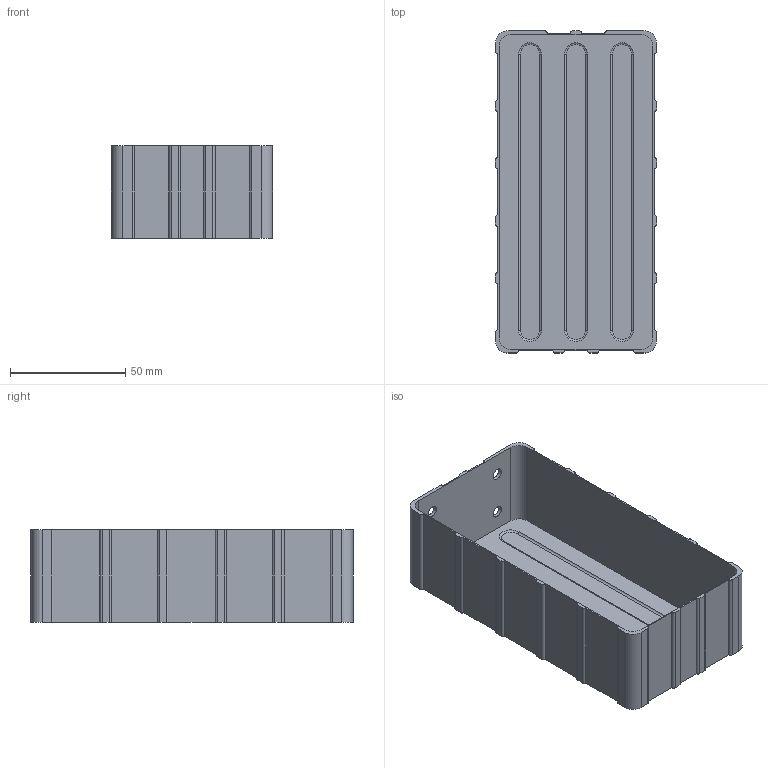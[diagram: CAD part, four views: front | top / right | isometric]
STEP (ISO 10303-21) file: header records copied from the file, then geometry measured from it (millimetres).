
FILE_DESCRIPTION(('STEP AP242'), '1');
FILE_NAME('Äåòàëü Êîðîáêà äëÿ âèíòîâ v2', '', ('UNSPECIFIED'), ('UNSPECIFIED'), 'C3D Converter', 'C3D Toolkit', '');
FILE_SCHEMA(('AP242_MANAGED_MODEL_BASED_3D_ENGINEERING_MIM_LF { 1 0 10303 442 1 1 4 }'));
Length unit declared in the file: millimetre
Bounding box: 70 x 140 x 40 mm (x, y, z)
Volume: 22627.1 mm3; surface area: 51852.1 mm2
Topology: 1 solids, 1 shells, 98 faces, 276 edges, 184 vertices
Faces by surface type: cylinder 48, plane 44, torus 6
Full cylindrical faces by diameter (mm): 5 x4
Entity records: 4028 total; most frequent: DIRECTION 578, CARTESIAN_POINT 555, ORIENTED_EDGE 544, EDGE_CURVE 272, AXIS2_PLACEMENT_3D 207, VERTEX_POINT 184, LINE 164, VECTOR 164
